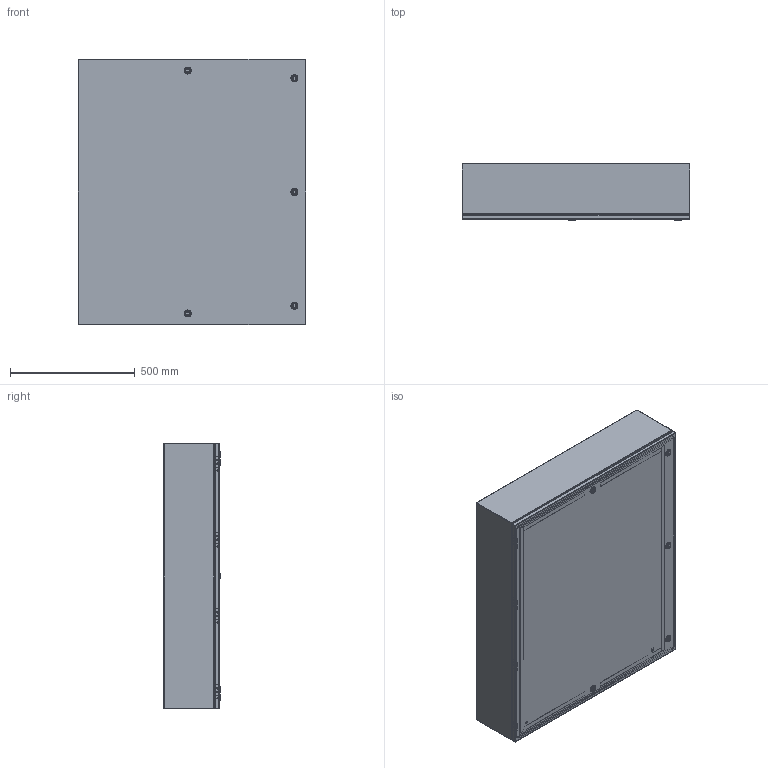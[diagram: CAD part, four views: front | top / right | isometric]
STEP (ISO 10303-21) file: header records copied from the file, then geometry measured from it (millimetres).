
FILE_DESCRIPTION (( 'STEP AP203' ), '1' );
FILE_NAME ('EN4SD42368SSR_Default.step', '2019-11-14T21:02:55', ( '' ), ( '' ), 'SwSTEP 2.0', 'SolidWorks 2019', '' );
FILE_SCHEMA (( 'CONFIG_CONTROL_DESIGN' ));
Products named in the file (1): EN4SD42368SSR_Default
Bounding box: 914.4 x 228.65 x 1066.8 mm (x, y, z)
Volume: 5880225.4 mm3; surface area: 6527888.1 mm2
Topology: 64 solids, 65 shells, 1731 faces, 4143 edges, 2609 vertices
Faces by surface type: plane 896, cylinder 550, bspline 193, torus 50, cone 42
Entity records: 54934 total; most frequent: CARTESIAN_POINT 15318, ORIENTED_EDGE 8232, DIRECTION 8163, EDGE_CURVE 4116, AXIS2_PLACEMENT_3D 2844, VERTEX_POINT 2609, LINE 2475, VECTOR 2475
